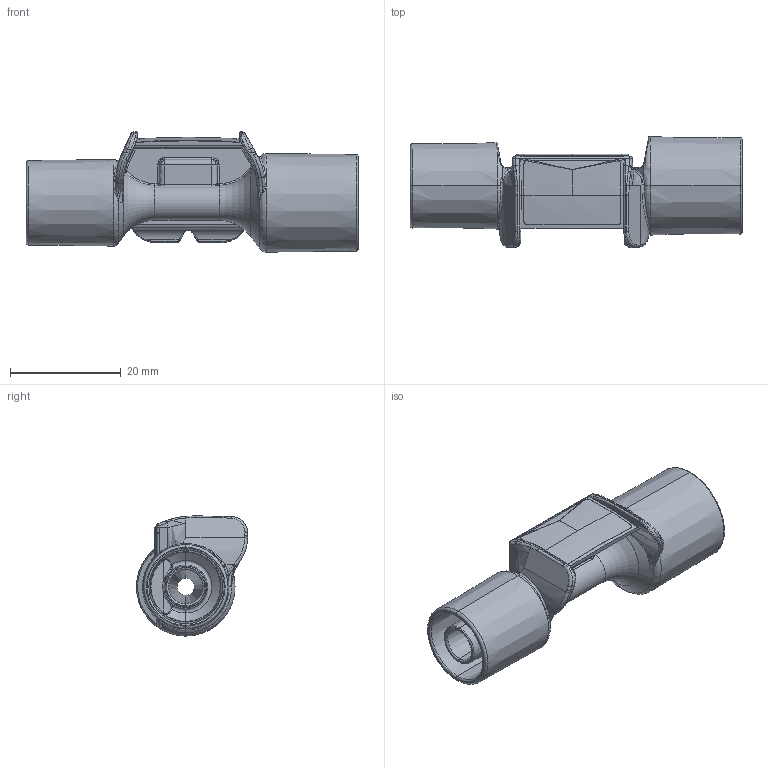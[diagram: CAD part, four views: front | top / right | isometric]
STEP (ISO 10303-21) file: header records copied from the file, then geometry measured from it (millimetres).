
FILE_DESCRIPTION (( 'STEP AP214' ), '1' );
FILE_NAME ('142120-00_Publikationsmodell SFM3400-D.step', '2020-01-07T16:37:30', ( '' ), ( '' ), 'SwSTEP 2.0', 'SolidWorks 2019', '' );
FILE_SCHEMA (( 'AUTOMOTIVE_DESIGN' ));
Length unit declared in the file: millimetre
Products named in the file (1): 142120-00_Publikationsmodell SFM3400-D
Bounding box: 59.9 x 20.05 x 21.7 mm (x, y, z)
Volume: 5284.4 mm3; surface area: 7604.2 mm2
Topology: 1 solids, 1 shells, 630 faces, 1548 edges, 917 vertices
Faces by surface type: bspline 205, plane 174, cylinder 125, cone 60, torus 58, sphere 8
Entity records: 33204 total; most frequent: CARTESIAN_POINT 13178, ORIENTED_EDGE 3070, DIRECTION 2319, EDGE_CURVE 1535, VERTEX_POINT 917, AXIS2_PLACEMENT_3D 887, EDGE_LOOP 642, UNCERTAINTY_MEASURE_WITH_UNIT 631
